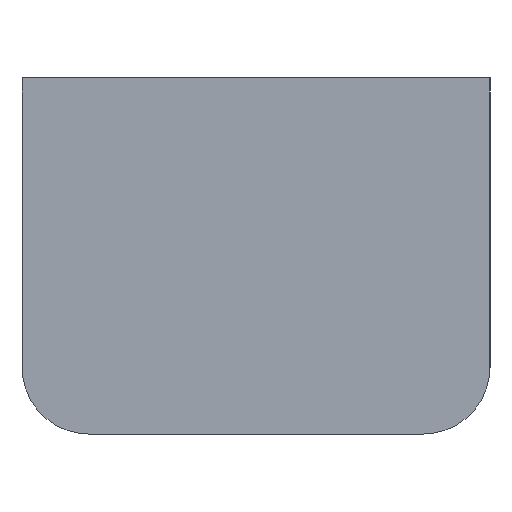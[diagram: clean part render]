
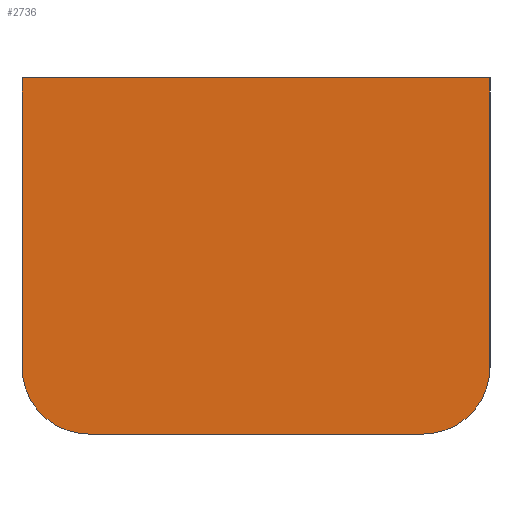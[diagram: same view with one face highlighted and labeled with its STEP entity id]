
A CAD part, left-side view. The second image highlights one B-rep face of the part: STEP entity #2736.
In plain terms, the highlighted planar face has unit normal (-1, 0, 0).
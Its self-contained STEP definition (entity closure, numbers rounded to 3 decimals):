
#24=CIRCLE('',#2877,4.);
#26=CIRCLE('',#2882,4.);
#255=FACE_OUTER_BOUND('',#419,.T.);
#419=EDGE_LOOP('',(#2455,#2456,#2457,#2458,#2459,#2460));
#746=LINE('',#4562,#1076);
#752=LINE('',#4579,#1082);
#754=LINE('',#4582,#1084);
#755=LINE('',#4584,#1085);
#1076=VECTOR('',#3459,10.);
#1082=VECTOR('',#3475,10.);
#1084=VECTOR('',#3479,10.);
#1085=VECTOR('',#3482,10.);
#1331=VERTEX_POINT('',#4552);
#1332=VERTEX_POINT('',#4554);
#1334=VERTEX_POINT('',#4560);
#1338=VERTEX_POINT('',#4572);
#1339=VERTEX_POINT('',#4573);
#1340=VERTEX_POINT('',#4578);
#1703=EDGE_CURVE('',#1331,#1332,#24,.T.);
#1707=EDGE_CURVE('',#1331,#1334,#746,.T.);
#1712=EDGE_CURVE('',#1338,#1339,#26,.T.);
#1715=EDGE_CURVE('',#1339,#1340,#752,.T.);
#1717=EDGE_CURVE('',#1338,#1332,#754,.T.);
#1718=EDGE_CURVE('',#1340,#1334,#755,.T.);
#2455=ORIENTED_EDGE('',*,*,#1703,.F.);
#2456=ORIENTED_EDGE('',*,*,#1707,.T.);
#2457=ORIENTED_EDGE('',*,*,#1718,.F.);
#2458=ORIENTED_EDGE('',*,*,#1715,.F.);
#2459=ORIENTED_EDGE('',*,*,#1712,.F.);
#2460=ORIENTED_EDGE('',*,*,#1717,.T.);
#2594=PLANE('',#2885);
#2736=ADVANCED_FACE('',(#255),#2594,.T.);
#2877=AXIS2_PLACEMENT_3D('',#4555,#3452,#3453);
#2882=AXIS2_PLACEMENT_3D('',#4574,#3469,#3470);
#2885=AXIS2_PLACEMENT_3D('',#4583,#3480,#3481);
#3452=DIRECTION('center_axis',(1.,0.,0.));
#3453=DIRECTION('ref_axis',(0.,-0.707,-0.707));
#3459=DIRECTION('',(0.,0.,1.));
#3469=DIRECTION('center_axis',(1.,0.,0.));
#3470=DIRECTION('ref_axis',(0.,0.707,-0.707));
#3475=DIRECTION('',(0.,0.,1.));
#3479=DIRECTION('',(0.,-1.,0.));
#3480=DIRECTION('center_axis',(-1.,0.,0.));
#3481=DIRECTION('ref_axis',(0.,-1.,0.));
#3482=DIRECTION('',(0.,-1.,0.));
#4552=CARTESIAN_POINT('',(-25.,-14.,4.));
#4554=CARTESIAN_POINT('',(-25.,-10.,0.));
#4555=CARTESIAN_POINT('Origin',(-25.,-10.,4.));
#4560=CARTESIAN_POINT('',(-25.,-14.,21.3));
#4562=CARTESIAN_POINT('',(-25.,-14.,0.));
#4572=CARTESIAN_POINT('',(-25.,10.,0.));
#4573=CARTESIAN_POINT('',(-25.,14.,4.));
#4574=CARTESIAN_POINT('Origin',(-25.,10.,4.));
#4578=CARTESIAN_POINT('',(-25.,14.,21.3));
#4579=CARTESIAN_POINT('',(-25.,14.,0.));
#4582=CARTESIAN_POINT('',(-25.,14.,0.));
#4583=CARTESIAN_POINT('Origin',(-25.,14.,0.));
#4584=CARTESIAN_POINT('',(-25.,7.,21.3));
